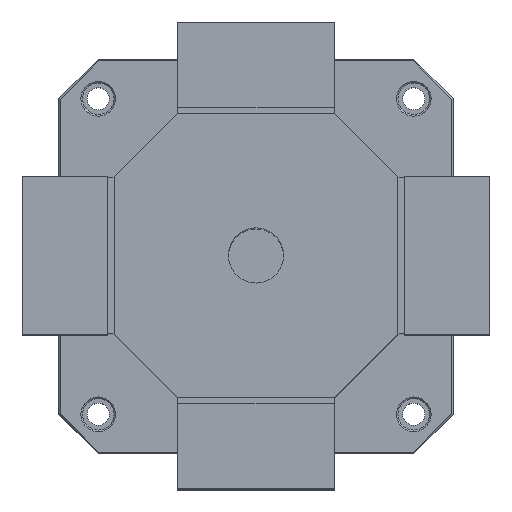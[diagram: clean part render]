
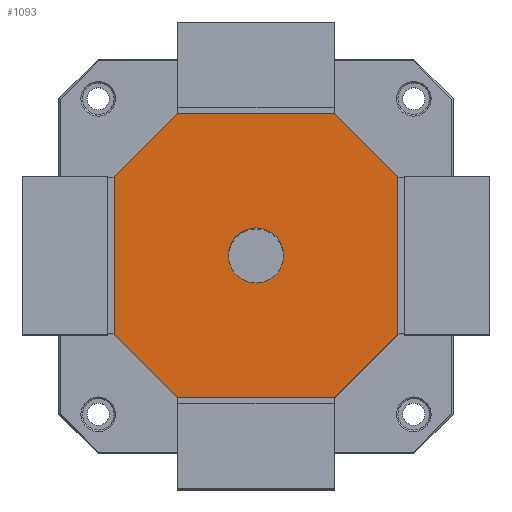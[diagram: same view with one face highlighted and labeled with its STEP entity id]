
A CAD part, top view. The second image highlights one B-rep face of the part: STEP entity #1093.
In plain terms, the highlighted planar face has unit normal (0, 0, 1).
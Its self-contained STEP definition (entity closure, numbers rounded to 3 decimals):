
#13 = VERTEX_POINT ( 'NONE', #3435 ) ;
#27 = ORIENTED_EDGE ( 'NONE', *, *, #2863, .T. ) ;
#94 = EDGE_CURVE ( 'NONE', #4453, #1400, #1383, .T. ) ;
#146 = LINE ( 'NONE', #5622, #3272 ) ;
#178 = CARTESIAN_POINT ( 'NONE',  ( 0., 0., 400. ) ) ;
#270 = CARTESIAN_POINT ( 'NONE',  ( 90., -90., 400. ) ) ;
#279 = CARTESIAN_POINT ( 'NONE',  ( -17.5, 0., 400. ) ) ;
#354 = CARTESIAN_POINT ( 'NONE',  ( 50., -90., 400. ) ) ;
#538 = VERTEX_POINT ( 'NONE', #6146 ) ;
#568 = LINE ( 'NONE', #6548, #2177 ) ;
#596 = ORIENTED_EDGE ( 'NONE', *, *, #5053, .T. ) ;
#670 = DIRECTION ( 'NONE',  ( 0., 0., -1. ) ) ;
#1045 = DIRECTION ( 'NONE',  ( 1., 0., 0. ) ) ;
#1093 = ADVANCED_FACE ( 'NONE', ( #4649, #1627 ), #4472, .T. ) ;
#1127 = VECTOR ( 'NONE', #3718, 1000. ) ;
#1383 = CIRCLE ( 'NONE', #1471, 17.5 ) ;
#1400 = VERTEX_POINT ( 'NONE', #6439 ) ;
#1471 = AXIS2_PLACEMENT_3D ( 'NONE', #178, #670, #6944 ) ;
#1587 = AXIS2_PLACEMENT_3D ( 'NONE', #4895, #3118, #5471 ) ;
#1627 = FACE_OUTER_BOUND ( 'NONE', #5328, .T. ) ;
#1684 = EDGE_CURVE ( 'NONE', #4513, #3253, #146, .T. ) ;
#1714 = LINE ( 'NONE', #3698, #3849 ) ;
#1717 = VECTOR ( 'NONE', #4160, 1000. ) ;
#1827 = DIRECTION ( 'NONE',  ( -0.707, 0.707, 0. ) ) ;
#2041 = ORIENTED_EDGE ( 'NONE', *, *, #94, .T. ) ;
#2165 = DIRECTION ( 'NONE',  ( 1., 0., 0. ) ) ;
#2177 = VECTOR ( 'NONE', #6517, 1000. ) ;
#2370 = AXIS2_PLACEMENT_3D ( 'NONE', #2731, #7333, #1045 ) ;
#2433 = CARTESIAN_POINT ( 'NONE',  ( 90., -50., 400. ) ) ;
#2453 = LINE ( 'NONE', #270, #1127 ) ;
#2731 = CARTESIAN_POINT ( 'NONE',  ( -90., -90., 400. ) ) ;
#2863 = EDGE_CURVE ( 'NONE', #3253, #5137, #2453, .T. ) ;
#2971 = EDGE_CURVE ( 'NONE', #4796, #4513, #4765, .T. ) ;
#3018 = CARTESIAN_POINT ( 'NONE',  ( 90., 50., 400. ) ) ;
#3069 = CARTESIAN_POINT ( 'NONE',  ( -90., -50., 400. ) ) ;
#3118 = DIRECTION ( 'NONE',  ( 0., 0., -1. ) ) ;
#3253 = VERTEX_POINT ( 'NONE', #2433 ) ;
#3265 = ORIENTED_EDGE ( 'NONE', *, *, #3862, .T. ) ;
#3272 = VECTOR ( 'NONE', #3318, 1000. ) ;
#3318 = DIRECTION ( 'NONE',  ( 0.707, 0.707, 0. ) ) ;
#3390 = EDGE_CURVE ( 'NONE', #7121, #4796, #568, .T. ) ;
#3429 = DIRECTION ( 'NONE',  ( -0.707, -0.707, 0. ) ) ;
#3435 = CARTESIAN_POINT ( 'NONE',  ( 50., 90., 400. ) ) ;
#3475 = ORIENTED_EDGE ( 'NONE', *, *, #5769, .T. ) ;
#3597 = LINE ( 'NONE', #5329, #1717 ) ;
#3688 = VECTOR ( 'NONE', #3429, 1000. ) ;
#3698 = CARTESIAN_POINT ( 'NONE',  ( -90., 90., 400. ) ) ;
#3718 = DIRECTION ( 'NONE',  ( 0., 1., 0. ) ) ;
#3849 = VECTOR ( 'NONE', #5404, 1000. ) ;
#3862 = EDGE_CURVE ( 'NONE', #1400, #4453, #4841, .T. ) ;
#4058 = ORIENTED_EDGE ( 'NONE', *, *, #5178, .T. ) ;
#4160 = DIRECTION ( 'NONE',  ( 0., -1., 0. ) ) ;
#4453 = VERTEX_POINT ( 'NONE', #279 ) ;
#4472 = PLANE ( 'NONE',  #2370 ) ;
#4513 = VERTEX_POINT ( 'NONE', #354 ) ;
#4649 = FACE_BOUND ( 'NONE', #6019, .T. ) ;
#4765 = LINE ( 'NONE', #6162, #6272 ) ;
#4796 = VERTEX_POINT ( 'NONE', #5729 ) ;
#4841 = CIRCLE ( 'NONE', #1587, 17.5 ) ;
#4895 = CARTESIAN_POINT ( 'NONE',  ( 0., 0., 400. ) ) ;
#5053 = EDGE_CURVE ( 'NONE', #13, #538, #1714, .T. ) ;
#5137 = VERTEX_POINT ( 'NONE', #3018 ) ;
#5178 = EDGE_CURVE ( 'NONE', #538, #7282, #6073, .T. ) ;
#5227 = ORIENTED_EDGE ( 'NONE', *, *, #3390, .T. ) ;
#5328 = EDGE_LOOP ( 'NONE', ( #5227, #7246, #5850, #27, #5677, #596, #4058, #3475 ) ) ;
#5329 = CARTESIAN_POINT ( 'NONE',  ( -90., -90., 400. ) ) ;
#5404 = DIRECTION ( 'NONE',  ( -1., 0., 0. ) ) ;
#5471 = DIRECTION ( 'NONE',  ( -1., 0., 0. ) ) ;
#5494 = CARTESIAN_POINT ( 'NONE',  ( -90., 50., 400. ) ) ;
#5609 = LINE ( 'NONE', #5762, #6138 ) ;
#5622 = CARTESIAN_POINT ( 'NONE',  ( 50., -90., 400. ) ) ;
#5677 = ORIENTED_EDGE ( 'NONE', *, *, #6263, .T. ) ;
#5729 = CARTESIAN_POINT ( 'NONE',  ( -50., -90., 400. ) ) ;
#5762 = CARTESIAN_POINT ( 'NONE',  ( 90., 50., 400. ) ) ;
#5769 = EDGE_CURVE ( 'NONE', #7282, #7121, #3597, .T. ) ;
#5850 = ORIENTED_EDGE ( 'NONE', *, *, #1684, .T. ) ;
#6019 = EDGE_LOOP ( 'NONE', ( #2041, #3265 ) ) ;
#6073 = LINE ( 'NONE', #7385, #3688 ) ;
#6138 = VECTOR ( 'NONE', #1827, 1000. ) ;
#6146 = CARTESIAN_POINT ( 'NONE',  ( -50., 90., 400. ) ) ;
#6162 = CARTESIAN_POINT ( 'NONE',  ( -90., -90., 400. ) ) ;
#6263 = EDGE_CURVE ( 'NONE', #5137, #13, #5609, .T. ) ;
#6272 = VECTOR ( 'NONE', #2165, 1000. ) ;
#6439 = CARTESIAN_POINT ( 'NONE',  ( 17.5, 0., 400. ) ) ;
#6517 = DIRECTION ( 'NONE',  ( 0.707, -0.707, 0. ) ) ;
#6548 = CARTESIAN_POINT ( 'NONE',  ( -90., -50., 400. ) ) ;
#6944 = DIRECTION ( 'NONE',  ( -1., 0., 0. ) ) ;
#7121 = VERTEX_POINT ( 'NONE', #3069 ) ;
#7246 = ORIENTED_EDGE ( 'NONE', *, *, #2971, .T. ) ;
#7282 = VERTEX_POINT ( 'NONE', #5494 ) ;
#7333 = DIRECTION ( 'NONE',  ( 0., 0., 1. ) ) ;
#7385 = CARTESIAN_POINT ( 'NONE',  ( -50., 90., 400. ) ) ;
